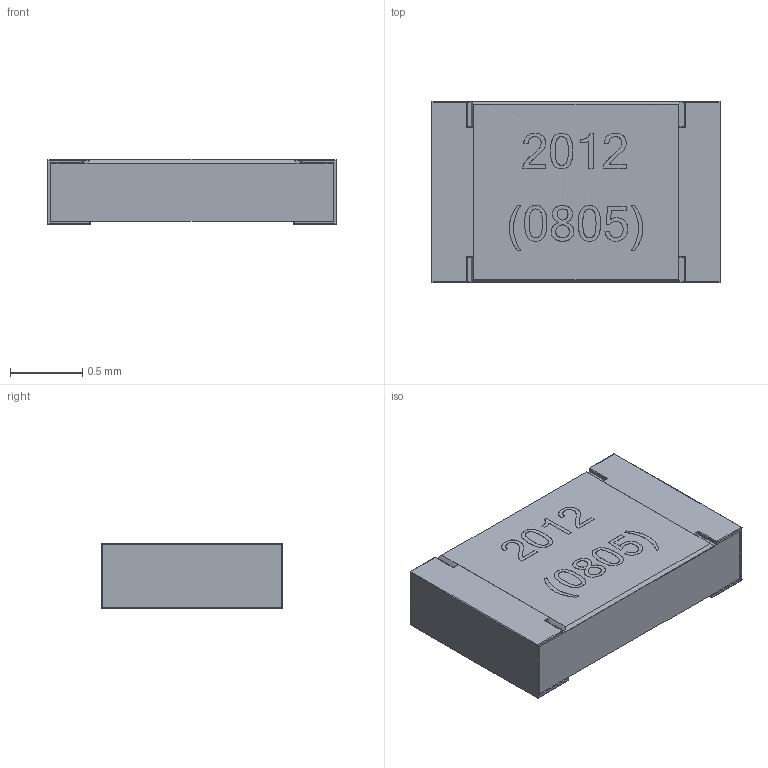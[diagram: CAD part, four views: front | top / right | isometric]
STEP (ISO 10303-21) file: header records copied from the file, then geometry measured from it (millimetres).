
FILE_DESCRIPTION(/* description */ (''),/* implementation_level */ '2;1');
FILE_NAME(/* name */ 'R0805_ipt_50a42d71.STEP',/* time_stamp */ '2022-06-02T14:50:35+03:00',/* author */ ('Sulieman DAHER'),/* organization */ (''),/* preprocessor_version */ 'ST-DEVELOPER v16.13',/* originating_system */ 'Autodesk Inventor 2018',/* authorisation */ '');
FILE_SCHEMA (('AUTOMOTIVE_DESIGN { 1 0 10303 214 3 1 1 }'));
Length unit declared in the file: millimetre
Products named in the file (1): R0805
Bounding box: 2 x 1.25 x 0.45 mm (x, y, z)
Volume: 1.1 mm3; surface area: 7.9 mm2
Topology: 1 solids, 1 shells, 251 faces, 627 edges, 384 vertices
Faces by surface type: bspline 116, plane 73, cylinder 46, sphere 16
Entity records: 7762 total; most frequent: CARTESIAN_POINT 2394, ORIENTED_EDGE 1236, DIRECTION 682, EDGE_CURVE 618, VERTEX_POINT 384, LINE 314, VECTOR 314, EDGE_LOOP 266
